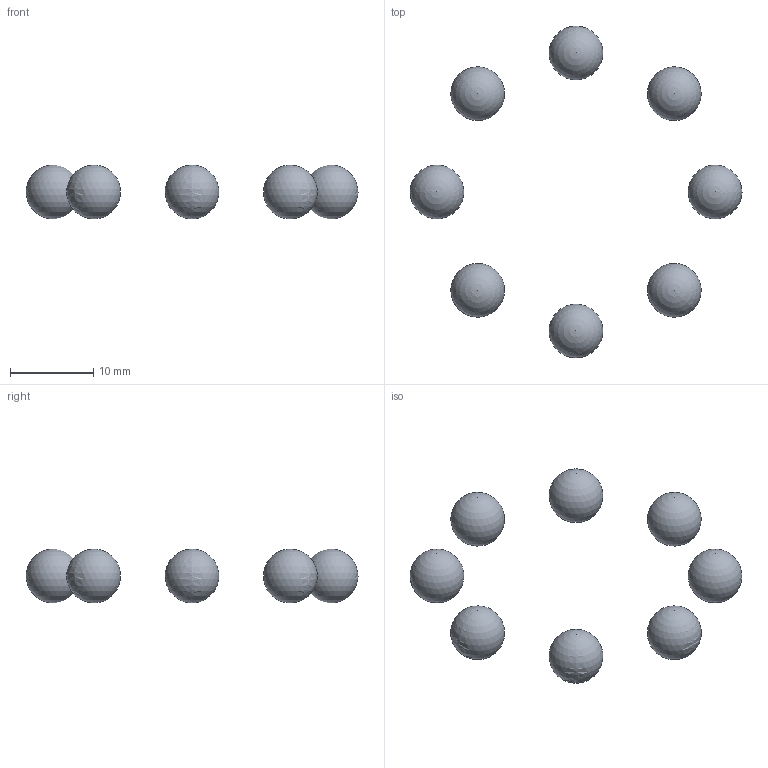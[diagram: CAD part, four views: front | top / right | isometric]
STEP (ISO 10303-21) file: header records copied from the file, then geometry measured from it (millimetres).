
FILE_DESCRIPTION(('Open CASCADE Model'),'2;1');
FILE_NAME('Open CASCADE Shape Model','2026-02-26T07:44:39',('Author'),( 'Open CASCADE'),'Open CASCADE STEP processor 7.8','build123d', 'Unknown');
FILE_SCHEMA(('AUTOMOTIVE_DESIGN { 1 0 10303 214 1 1 1 1 }'));
Length unit declared in the file: millimetre
Products named in the file (1): COMPOUND
Bounding box: 40 x 40 x 6.5 mm (x, y, z)
Volume: 1150.3 mm3; surface area: 1061.9 mm2
Topology: 8 solids, 8 shells, 8 faces, 24 edges, 16 vertices
Faces by surface type: sphere 8
Entity records: 112 total; most frequent: DIRECTION 18, CARTESIAN_POINT 17, AXIS2_PLACEMENT_3D 9, MANIFOLD_SOLID_BREP 8, CLOSED_SHELL 8, ADVANCED_FACE 8, FACE_BOUND 8, VERTEX_LOOP 8
